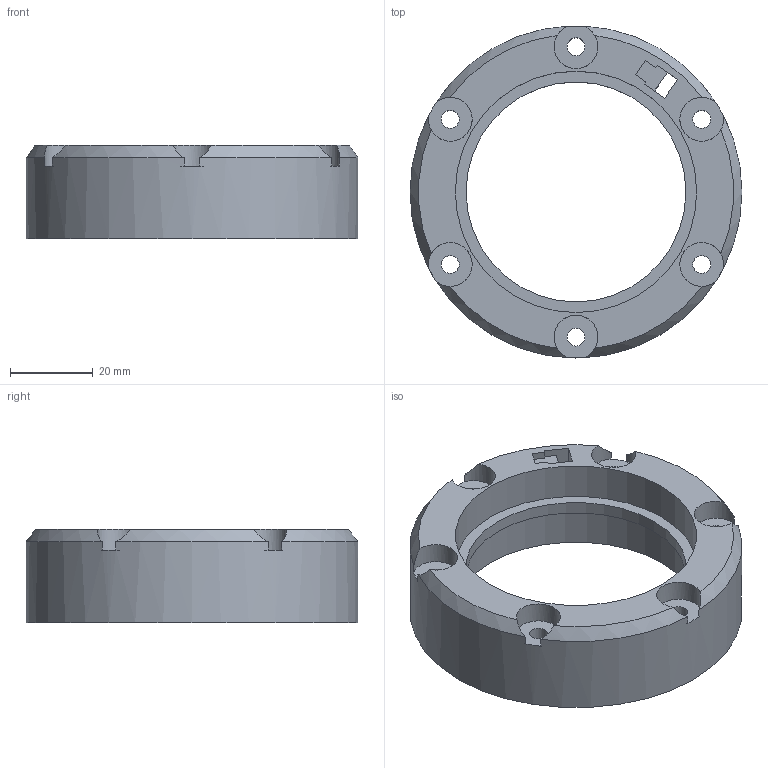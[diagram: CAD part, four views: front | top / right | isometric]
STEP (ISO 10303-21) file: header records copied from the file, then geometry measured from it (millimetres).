
FILE_DESCRIPTION(/* description */ (''),/* implementation_level */ '2;1');
FILE_NAME(/* name */ 'Ring Cover Tops.step',/* time_stamp */ '2025-04-02T15:54:50+02:00',/* author */ ('rocke'),/* organization */ (''),/* preprocessor_version */ 'ST-DEVELOPER v18.1',/* originating_system */ 'Autodesk Inventor 2021',/* authorisation */ '');
FILE_SCHEMA (('AUTOMOTIVE_DESIGN { 1 0 10303 214 3 1 1 }'));
Length unit declared in the file: millimetre
Products named in the file (1): Ring Cover Top
Bounding box: 80 x 80 x 22.5 mm (x, y, z)
Volume: 49405.8 mm3; surface area: 17312.9 mm2
Topology: 1 solids, 1 shells, 42 faces, 116 edges, 78 vertices
Faces by surface type: plane 20, cylinder 16, cone 6
Full cylindrical faces by diameter (mm): 4.3 x6, 53 x1, 58.2 x2, 80 x1
Entity records: 1525 total; most frequent: CARTESIAN_POINT 345, DIRECTION 242, ORIENTED_EDGE 232, EDGE_CURVE 116, AXIS2_PLACEMENT_3D 95, VERTEX_POINT 78, EDGE_LOOP 60, CIRCLE 52
